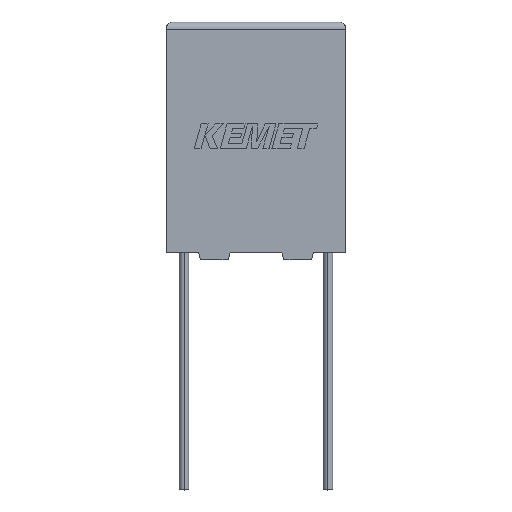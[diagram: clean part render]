
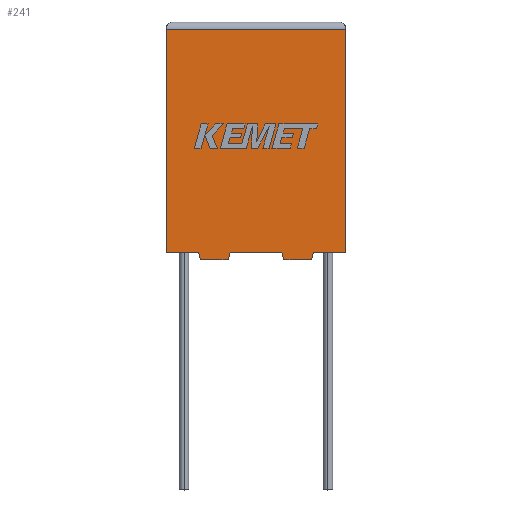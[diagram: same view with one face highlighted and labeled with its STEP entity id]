
A CAD part, top view. The second image highlights one B-rep face of the part: STEP entity #241.
In plain terms, the highlighted planar face has unit normal (0, 0, 1).
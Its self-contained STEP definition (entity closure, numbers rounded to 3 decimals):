
#122 = LINE ( 'NONE', #1522, #859 ) ;
#168 = VERTEX_POINT ( 'NONE', #547 ) ;
#185 = VERTEX_POINT ( 'NONE', #845 ) ;
#186 = CARTESIAN_POINT ( 'NONE',  ( 0., 15.5, 6.5 ) ) ;
#241 = ADVANCED_FACE ( 'NONE', ( #2654 ), #2095, .F. ) ;
#271 = CARTESIAN_POINT ( 'NONE',  ( 10.1, -0.5, 6.5 ) ) ;
#297 = CARTESIAN_POINT ( 'NONE',  ( 10.25, 0., 6.5 ) ) ;
#310 = LINE ( 'NONE', #2049, #2891 ) ;
#331 = CARTESIAN_POINT ( 'NONE',  ( 2.25, 0., 6.5 ) ) ;
#351 = CARTESIAN_POINT ( 'NONE',  ( 12.5, 0., 6.5 ) ) ;
#414 = VECTOR ( 'NONE', #3065, 1000. ) ;
#528 = CARTESIAN_POINT ( 'NONE',  ( 10.1, -0.5, 6.5 ) ) ;
#547 = CARTESIAN_POINT ( 'NONE',  ( 10.25, 0., 6.5 ) ) ;
#552 = DIRECTION ( 'NONE',  ( 1., 0., 0. ) ) ;
#559 = CARTESIAN_POINT ( 'NONE',  ( 4.313, -0.5, 6.5 ) ) ;
#623 = CARTESIAN_POINT ( 'NONE',  ( 12.5, 0., 6.5 ) ) ;
#658 = VECTOR ( 'NONE', #2472, 1000. ) ;
#659 = LINE ( 'NONE', #623, #775 ) ;
#775 = VECTOR ( 'NONE', #1250, 1000. ) ;
#837 = VERTEX_POINT ( 'NONE', #528 ) ;
#845 = CARTESIAN_POINT ( 'NONE',  ( 0., 0., 6.5 ) ) ;
#859 = VECTOR ( 'NONE', #1813, 1000. ) ;
#861 = VECTOR ( 'NONE', #2422, 1000. ) ;
#901 = LINE ( 'NONE', #297, #2084 ) ;
#1041 = VERTEX_POINT ( 'NONE', #1892 ) ;
#1056 = VECTOR ( 'NONE', #1185, 1000. ) ;
#1072 = DIRECTION ( 'NONE',  ( 0.287, -0.958, 0. ) ) ;
#1138 = LINE ( 'NONE', #1149, #1056 ) ;
#1149 = CARTESIAN_POINT ( 'NONE',  ( 0., 0., 6.5 ) ) ;
#1160 = CARTESIAN_POINT ( 'NONE',  ( 8.037, 0., 6.5 ) ) ;
#1185 = DIRECTION ( 'NONE',  ( 1., 0., 0. ) ) ;
#1208 = ORIENTED_EDGE ( 'NONE', *, *, #2193, .F. ) ;
#1237 = LINE ( 'NONE', #271, #3031 ) ;
#1248 = ORIENTED_EDGE ( 'NONE', *, *, #1590, .T. ) ;
#1250 = DIRECTION ( 'NONE',  ( 0., 1., 0. ) ) ;
#1257 = ORIENTED_EDGE ( 'NONE', *, *, #2776, .T. ) ;
#1262 = LINE ( 'NONE', #2840, #2681 ) ;
#1270 = VECTOR ( 'NONE', #1819, 1000. ) ;
#1289 = CARTESIAN_POINT ( 'NONE',  ( 2.4, -0.5, 6.5 ) ) ;
#1342 = LINE ( 'NONE', #2187, #2491 ) ;
#1409 = ORIENTED_EDGE ( 'NONE', *, *, #3018, .T. ) ;
#1455 = EDGE_LOOP ( 'NONE', ( #1248, #2270, #1409, #1257, #2586, #2313, #3160, #2018, #2605, #1208, #2075, #2514 ) ) ;
#1462 = EDGE_CURVE ( 'NONE', #3154, #1041, #2191, .T. ) ;
#1522 = CARTESIAN_POINT ( 'NONE',  ( 8.188, -0.5, 6.5 ) ) ;
#1590 = EDGE_CURVE ( 'NONE', #3121, #2061, #659, .T. ) ;
#1622 = DIRECTION ( 'NONE',  ( 0., 0., -1. ) ) ;
#1752 = VERTEX_POINT ( 'NONE', #1160 ) ;
#1771 = EDGE_CURVE ( 'NONE', #1041, #1752, #1138, .T. ) ;
#1813 = DIRECTION ( 'NONE',  ( -0.287, 0.958, 0. ) ) ;
#1819 = DIRECTION ( 'NONE',  ( 0.287, 0.958, 0. ) ) ;
#1842 = CARTESIAN_POINT ( 'NONE',  ( 0., 0., 6.5 ) ) ;
#1892 = CARTESIAN_POINT ( 'NONE',  ( 4.463, 0., 6.5 ) ) ;
#1894 = EDGE_CURVE ( 'NONE', #1910, #3154, #2977, .T. ) ;
#1910 = VERTEX_POINT ( 'NONE', #2753 ) ;
#1925 = EDGE_CURVE ( 'NONE', #2175, #1752, #122, .T. ) ;
#1943 = EDGE_CURVE ( 'NONE', #168, #3121, #310, .T. ) ;
#2018 = ORIENTED_EDGE ( 'NONE', *, *, #1771, .T. ) ;
#2049 = CARTESIAN_POINT ( 'NONE',  ( 0., 0., 6.5 ) ) ;
#2061 = VERTEX_POINT ( 'NONE', #2356 ) ;
#2075 = ORIENTED_EDGE ( 'NONE', *, *, #2543, .F. ) ;
#2083 = DIRECTION ( 'NONE',  ( -0.287, -0.958, 0. ) ) ;
#2084 = VECTOR ( 'NONE', #2083, 1000. ) ;
#2095 = PLANE ( 'NONE',  #2876 ) ;
#2104 = DIRECTION ( 'NONE',  ( -1., 0., 0. ) ) ;
#2175 = VERTEX_POINT ( 'NONE', #2663 ) ;
#2187 = CARTESIAN_POINT ( 'NONE',  ( 0., 0., 6.5 ) ) ;
#2191 = LINE ( 'NONE', #559, #1270 ) ;
#2193 = EDGE_CURVE ( 'NONE', #837, #2175, #1237, .T. ) ;
#2270 = ORIENTED_EDGE ( 'NONE', *, *, #2893, .T. ) ;
#2302 = DIRECTION ( 'NONE',  ( -1., 0., 0. ) ) ;
#2313 = ORIENTED_EDGE ( 'NONE', *, *, #1894, .T. ) ;
#2319 = CARTESIAN_POINT ( 'NONE',  ( 0., 15.5, 6.5 ) ) ;
#2356 = CARTESIAN_POINT ( 'NONE',  ( 12.5, 15.5, 6.5 ) ) ;
#2422 = DIRECTION ( 'NONE',  ( -1., 0., 0. ) ) ;
#2472 = DIRECTION ( 'NONE',  ( 1., 0., 0. ) ) ;
#2491 = VECTOR ( 'NONE', #2960, 1000. ) ;
#2514 = ORIENTED_EDGE ( 'NONE', *, *, #1943, .T. ) ;
#2543 = EDGE_CURVE ( 'NONE', #168, #837, #901, .T. ) ;
#2563 = VERTEX_POINT ( 'NONE', #331 ) ;
#2567 = LINE ( 'NONE', #2569, #414 ) ;
#2569 = CARTESIAN_POINT ( 'NONE',  ( 0., 0., 6.5 ) ) ;
#2586 = ORIENTED_EDGE ( 'NONE', *, *, #3103, .T. ) ;
#2605 = ORIENTED_EDGE ( 'NONE', *, *, #1925, .F. ) ;
#2654 = FACE_OUTER_BOUND ( 'NONE', #1455, .T. ) ;
#2663 = CARTESIAN_POINT ( 'NONE',  ( 8.188, -0.5, 6.5 ) ) ;
#2681 = VECTOR ( 'NONE', #1072, 1000. ) ;
#2695 = VERTEX_POINT ( 'NONE', #2319 ) ;
#2753 = CARTESIAN_POINT ( 'NONE',  ( 2.4, -0.5, 6.5 ) ) ;
#2776 = EDGE_CURVE ( 'NONE', #185, #2563, #1342, .T. ) ;
#2783 = CARTESIAN_POINT ( 'NONE',  ( 4.313, -0.5, 6.5 ) ) ;
#2840 = CARTESIAN_POINT ( 'NONE',  ( 2.25, 0., 6.5 ) ) ;
#2876 = AXIS2_PLACEMENT_3D ( 'NONE', #1842, #1622, #2302 ) ;
#2891 = VECTOR ( 'NONE', #552, 1000. ) ;
#2893 = EDGE_CURVE ( 'NONE', #2061, #2695, #3050, .T. ) ;
#2960 = DIRECTION ( 'NONE',  ( 1., 0., 0. ) ) ;
#2977 = LINE ( 'NONE', #1289, #658 ) ;
#3018 = EDGE_CURVE ( 'NONE', #2695, #185, #2567, .T. ) ;
#3031 = VECTOR ( 'NONE', #2104, 1000. ) ;
#3050 = LINE ( 'NONE', #186, #861 ) ;
#3065 = DIRECTION ( 'NONE',  ( 0., -1., 0. ) ) ;
#3103 = EDGE_CURVE ( 'NONE', #2563, #1910, #1262, .T. ) ;
#3121 = VERTEX_POINT ( 'NONE', #351 ) ;
#3154 = VERTEX_POINT ( 'NONE', #2783 ) ;
#3160 = ORIENTED_EDGE ( 'NONE', *, *, #1462, .T. ) ;
